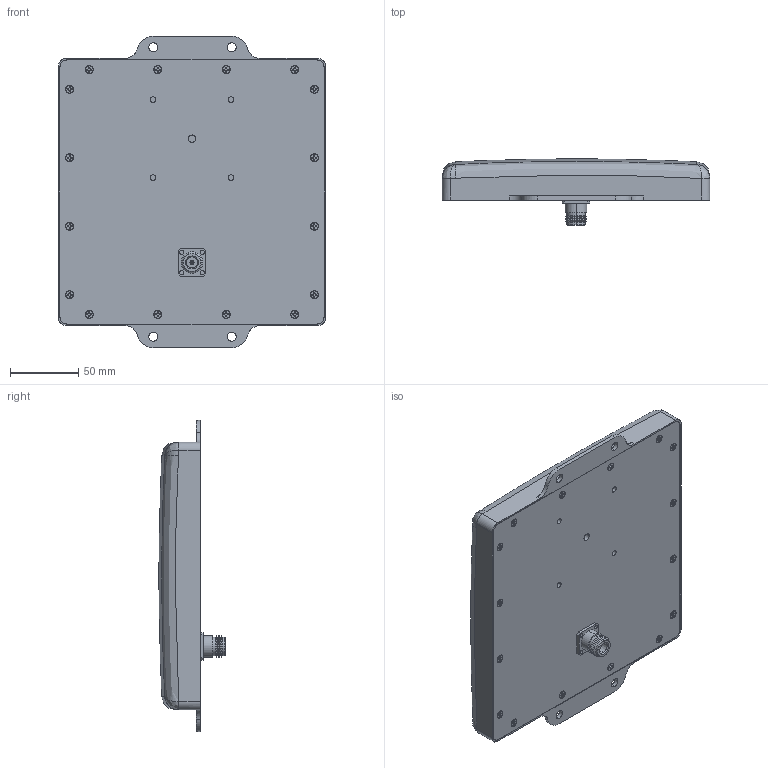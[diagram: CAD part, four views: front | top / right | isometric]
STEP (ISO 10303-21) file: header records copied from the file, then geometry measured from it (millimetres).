
FILE_DESCRIPTION (( 'STEP AP214' ), '1' );
FILE_NAME ('HG2458-11P.STEP', '2014-05-05T19:57:29', ( 'L-Com' ), ( 'L-Com Global Connectivity' ), 'SwSTEP 2.0', 'SolidWorks 2014', '' );
FILE_SCHEMA (( 'AUTOMOTIVE_DESIGN' ));
Length unit declared in the file: inch
Products named in the file (5): HG2458-11P_Connector; M2.9x9.5_FHPH sheetmetalScrew; HG2458-11P_Backplate; HG2458-11P_Radome; HG2458-11P
Assembly tree (19 placements, depth 2):
  HG2458-11P
    HG2458-11P_Radome
    HG2458-11P_Backplate
    M2.9x9.5_FHPH sheetmetalScrew  x16
    HG2458-11P_Connector
Bounding box: 195.5 x 48.43 x 227.56 mm (x, y, z)
Volume: 235112.7 mm3; surface area: 235864.7 mm2
Topology: 19 solids, 19 shells, 1622 faces, 4383 edges, 2850 vertices
Faces by surface type: cylinder 546, plane 484, bspline 311, cone 273, torus 8
Entity records: 28557 total; most frequent: CARTESIAN_POINT 14109, ORIENTED_EDGE 3118, DIRECTION 2718, EDGE_CURVE 1559, AXIS2_PLACEMENT_3D 1020, VERTEX_POINT 1005, EDGE_LOOP 702, LINE 678
